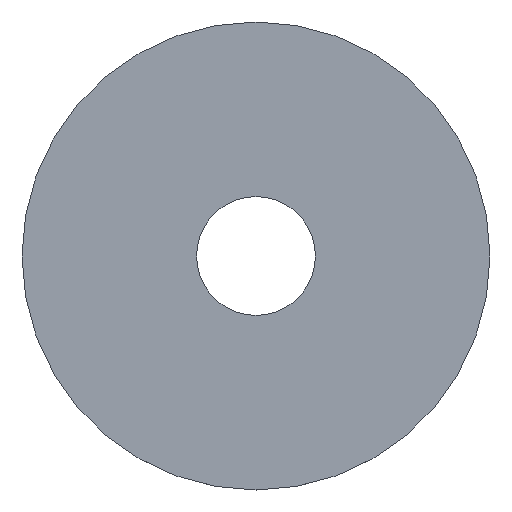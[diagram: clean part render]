
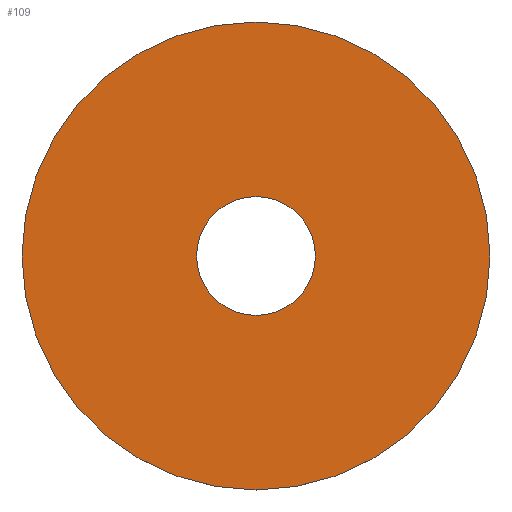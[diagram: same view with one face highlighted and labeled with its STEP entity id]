
A CAD part, top view. The second image highlights one B-rep face of the part: STEP entity #109.
In plain terms, the highlighted planar face has unit normal (0, 0, 1).
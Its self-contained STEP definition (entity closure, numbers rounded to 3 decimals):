
#1 = FACE_OUTER_BOUND ( 'NONE', #106, .T. ) ;
#4 = VERTEX_POINT ( 'NONE', #26 ) ;
#5 = DIRECTION ( 'NONE',  ( 0., 0., -1. ) ) ;
#7 = CIRCLE ( 'NONE', #108, 31.5 ) ;
#25 = DIRECTION ( 'NONE',  ( 0., 1., 0. ) ) ;
#26 = CARTESIAN_POINT ( 'NONE',  ( 0., 31.5, 1.2 ) ) ;
#28 = PLANE ( 'NONE',  #39 ) ;
#29 = EDGE_CURVE ( 'NONE', #4, #4, #7, .T. ) ;
#30 = DIRECTION ( 'NONE',  ( 0., 1., 0. ) ) ;
#35 = VERTEX_POINT ( 'NONE', #83 ) ;
#39 = AXIS2_PLACEMENT_3D ( 'NONE', #78, #102, #133 ) ;
#78 = CARTESIAN_POINT ( 'NONE',  ( 0., 8., 1.2 ) ) ;
#80 = DIRECTION ( 'NONE',  ( 0., 0., -1. ) ) ;
#83 = CARTESIAN_POINT ( 'NONE',  ( 0., 8., 1.2 ) ) ;
#102 = DIRECTION ( 'NONE',  ( 0., 0., 1. ) ) ;
#105 = ORIENTED_EDGE ( 'NONE', *, *, #29, .F. ) ;
#106 = EDGE_LOOP ( 'NONE', ( #105 ) ) ;
#107 = ORIENTED_EDGE ( 'NONE', *, *, #156, .T. ) ;
#108 = AXIS2_PLACEMENT_3D ( 'NONE', #142, #80, #25 ) ;
#109 = ADVANCED_FACE ( 'NONE', ( #160, #1 ), #28, .T. ) ;
#129 = EDGE_LOOP ( 'NONE', ( #107 ) ) ;
#133 = DIRECTION ( 'NONE',  ( 0., -1., 0. ) ) ;
#142 = CARTESIAN_POINT ( 'NONE',  ( 0., 0., 1.2 ) ) ;
#144 = CIRCLE ( 'NONE', #157, 8. ) ;
#150 = CARTESIAN_POINT ( 'NONE',  ( 0., 0., 1.2 ) ) ;
#156 = EDGE_CURVE ( 'NONE', #35, #35, #144, .T. ) ;
#157 = AXIS2_PLACEMENT_3D ( 'NONE', #150, #5, #30 ) ;
#160 = FACE_BOUND ( 'NONE', #129, .T. ) ;
